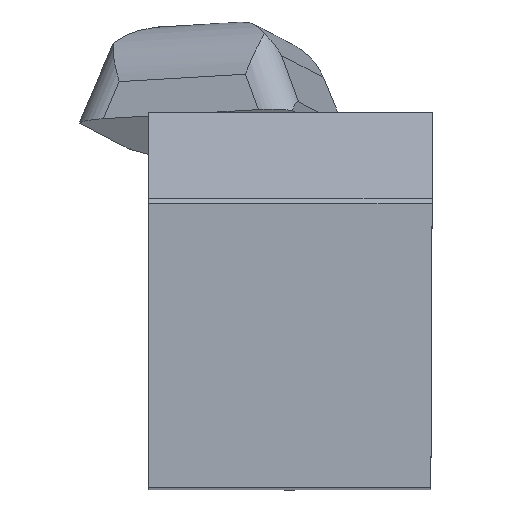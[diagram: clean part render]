
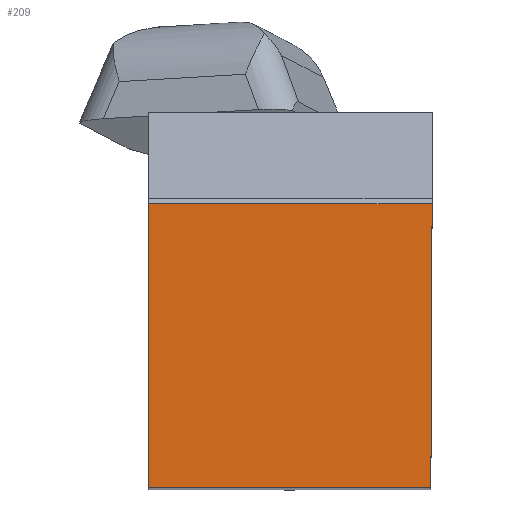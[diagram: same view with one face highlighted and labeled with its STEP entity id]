
A CAD part, top view. The second image highlights one B-rep face of the part: STEP entity #209.
In plain terms, the highlighted planar face has unit normal (0, 0, 1).
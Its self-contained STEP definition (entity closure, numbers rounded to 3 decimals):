
#143=FACE_OUTER_BOUND('',#618,.T.);
#209=ADVANCED_FACE('BLANK_BOXF006',(#143),#269,.F.);
#269=PLANE('',#1471);
#360=LINE('',#2127,#500);
#361=LINE('',#2130,#501);
#362=LINE('',#2132,#502);
#363=LINE('',#2134,#503);
#500=VECTOR('',#1685,1.);
#501=VECTOR('',#1686,1.);
#502=VECTOR('',#1687,1.);
#503=VECTOR('',#1688,1.);
#618=EDGE_LOOP('',(#776,#777,#778,#779));
#776=ORIENTED_EDGE('',*,*,#1228,.F.);
#777=ORIENTED_EDGE('',*,*,#1229,.F.);
#778=ORIENTED_EDGE('',*,*,#1230,.F.);
#779=ORIENTED_EDGE('',*,*,#1231,.F.);
#1090=VERTEX_POINT('',#2128);
#1091=VERTEX_POINT('',#2129);
#1092=VERTEX_POINT('',#2131);
#1093=VERTEX_POINT('',#2133);
#1228=EDGE_CURVE('',#1090,#1091,#360,.T.);
#1229=EDGE_CURVE('',#1092,#1090,#361,.T.);
#1230=EDGE_CURVE('',#1093,#1092,#362,.T.);
#1231=EDGE_CURVE('',#1091,#1093,#363,.T.);
#1471=AXIS2_PLACEMENT_3D('',#2135,#1689,#1690);
#1685=DIRECTION('',(0.,1.,0.));
#1686=DIRECTION('',(-1.,0.,0.));
#1687=DIRECTION('',(-0.004,-1.,0.));
#1688=DIRECTION('',(1.,0.,0.));
#1689=DIRECTION('',(0.,0.,-1.));
#1690=DIRECTION('',(-1.,0.,0.));
#2127=CARTESIAN_POINT('',(-18.923,-129.3,0.));
#2128=CARTESIAN_POINT('',(-18.923,0.,0.));
#2129=CARTESIAN_POINT('',(-18.923,18.923,0.));
#2130=CARTESIAN_POINT('',(129.3,0.,0.));
#2131=CARTESIAN_POINT('',(-0.083,0.,0.));
#2132=CARTESIAN_POINT('',(0.482,129.299,0.));
#2133=CARTESIAN_POINT('',(0.,18.923,0.));
#2134=CARTESIAN_POINT('',(-129.3,18.923,0.));
#2135=CARTESIAN_POINT('',(-23.923,-5.,0.));
